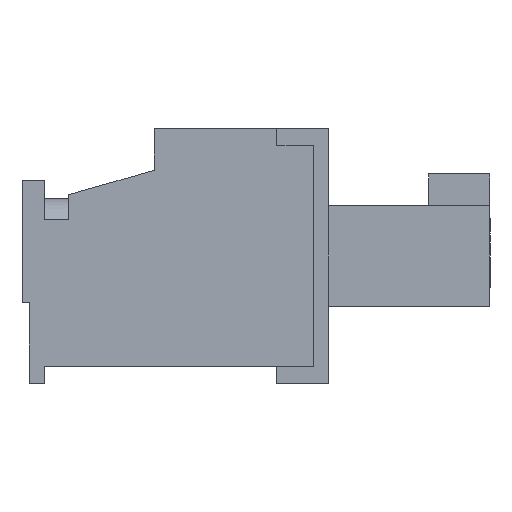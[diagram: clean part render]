
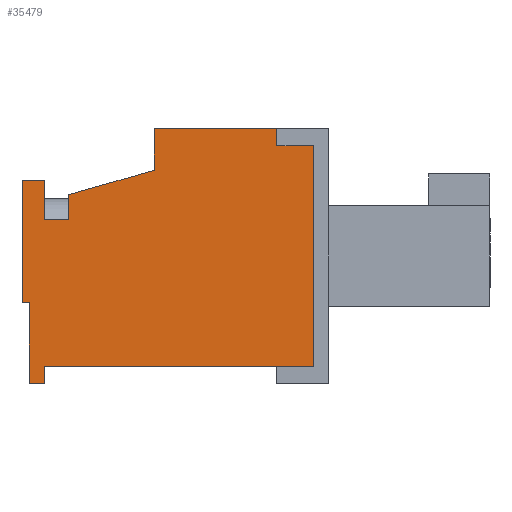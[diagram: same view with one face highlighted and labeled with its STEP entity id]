
A CAD part, left-side view. The second image highlights one B-rep face of the part: STEP entity #35479.
In plain terms, the highlighted planar face has unit normal (-1, 0, 0).
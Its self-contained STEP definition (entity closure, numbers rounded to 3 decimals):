
#68 = ORIENTED_EDGE ( 'NONE', *, *, #21762, .F. ) ;
#1108 = EDGE_CURVE ( 'NONE', #24202, #34173, #40304, .T. ) ;
#1505 = LINE ( 'NONE', #10394, #25993 ) ;
#1657 = EDGE_CURVE ( 'NONE', #35219, #40867, #2343, .T. ) ;
#1951 = CARTESIAN_POINT ( 'NONE',  ( -3.5, 5.2, 5.74 ) ) ;
#2089 = CARTESIAN_POINT ( 'NONE',  ( -3.5, -1.5, 5.76 ) ) ;
#2343 = LINE ( 'NONE', #34992, #26842 ) ;
#2976 = ORIENTED_EDGE ( 'NONE', *, *, #15675, .T. ) ;
#3323 = EDGE_LOOP ( 'NONE', ( #40340, #37434, #68, #32855, #27824, #3330, #8409, #26054, #18193, #7982, #3770, #30910, #27585, #32361, #2976, #22066 ) ) ;
#3330 = ORIENTED_EDGE ( 'NONE', *, *, #37483, .F. ) ;
#3692 = LINE ( 'NONE', #29773, #4687 ) ;
#3770 = ORIENTED_EDGE ( 'NONE', *, *, #11164, .F. ) ;
#4008 = CARTESIAN_POINT ( 'NONE',  ( -3.5, 4.5, -5.24 ) ) ;
#4348 = LINE ( 'NONE', #16519, #28831 ) ;
#4491 = CARTESIAN_POINT ( 'NONE',  ( -3.5, -3.5, 1.26 ) ) ;
#4687 = VECTOR ( 'NONE', #32947, 1000. ) ;
#6090 = LINE ( 'NONE', #39842, #38981 ) ;
#6282 = LINE ( 'NONE', #13398, #22257 ) ;
#6542 = VERTEX_POINT ( 'NONE', #2089 ) ;
#6993 = CARTESIAN_POINT ( 'NONE',  ( -3.5, 5.2, 6.36 ) ) ;
#7928 = VERTEX_POINT ( 'NONE', #31658 ) ;
#7982 = ORIENTED_EDGE ( 'NONE', *, *, #1108, .F. ) ;
#8017 = VECTOR ( 'NONE', #26630, 1000. ) ;
#8403 = EDGE_CURVE ( 'NONE', #40252, #6542, #18102, .T. ) ;
#8409 = ORIENTED_EDGE ( 'NONE', *, *, #22532, .T. ) ;
#8907 = CARTESIAN_POINT ( 'NONE',  ( -3.5, 1.9, 6.36 ) ) ;
#9064 = LINE ( 'NONE', #10632, #8017 ) ;
#9566 = DIRECTION ( 'NONE',  ( 0., 1., 0. ) ) ;
#9866 = CARTESIAN_POINT ( 'NONE',  ( -3.5, -5.2, -5.24 ) ) ;
#9886 = CARTESIAN_POINT ( 'NONE',  ( -3.5, -4.5, -3.74 ) ) ;
#10370 = VECTOR ( 'NONE', #13088, 1000. ) ;
#10394 = CARTESIAN_POINT ( 'NONE',  ( -3.5, 4.5, 6.66 ) ) ;
#10632 = CARTESIAN_POINT ( 'NONE',  ( -3.5, 0.946, 5.74 ) ) ;
#11164 = EDGE_CURVE ( 'NONE', #25065, #24202, #23768, .T. ) ;
#11359 = EDGE_CURVE ( 'NONE', #39178, #35219, #34737, .T. ) ;
#11377 = VERTEX_POINT ( 'NONE', #34717 ) ;
#11393 = LINE ( 'NONE', #9886, #10370 ) ;
#11769 = CARTESIAN_POINT ( 'NONE',  ( -3.5, 1.9, 6.66 ) ) ;
#12185 = VERTEX_POINT ( 'NONE', #16571 ) ;
#13088 = DIRECTION ( 'NONE',  ( 0., 0., -1. ) ) ;
#13352 = PLANE ( 'NONE',  #38449 ) ;
#13398 = CARTESIAN_POINT ( 'NONE',  ( -3.5, 5.2, 5.74 ) ) ;
#14219 = EDGE_CURVE ( 'NONE', #17184, #7928, #14689, .T. ) ;
#14689 = LINE ( 'NONE', #9866, #30602 ) ;
#14934 = VERTEX_POINT ( 'NONE', #4008 ) ;
#15045 = LINE ( 'NONE', #18466, #38427 ) ;
#15351 = EDGE_CURVE ( 'NONE', #11377, #14934, #1505, .T. ) ;
#15476 = DIRECTION ( 'NONE',  ( 0., -1., 0. ) ) ;
#15481 = FACE_OUTER_BOUND ( 'NONE', #3323, .T. ) ;
#15675 = EDGE_CURVE ( 'NONE', #12185, #39178, #15045, .T. ) ;
#15804 = CARTESIAN_POINT ( 'NONE',  ( -3.5, -3.5, 1.26 ) ) ;
#16153 = EDGE_CURVE ( 'NONE', #34173, #7928, #26936, .T. ) ;
#16519 = CARTESIAN_POINT ( 'NONE',  ( -3.5, -1.5, 5.76 ) ) ;
#16528 = DIRECTION ( 'NONE',  ( 0., 0., 1. ) ) ;
#16571 = CARTESIAN_POINT ( 'NONE',  ( -3.5, -3.1, 6.66 ) ) ;
#17184 = VERTEX_POINT ( 'NONE', #39597 ) ;
#17321 = VERTEX_POINT ( 'NONE', #37222 ) ;
#17537 = CARTESIAN_POINT ( 'NONE',  ( -3.5, -4.5, -3.74 ) ) ;
#18102 = LINE ( 'NONE', #24677, #34015 ) ;
#18193 = ORIENTED_EDGE ( 'NONE', *, *, #16153, .F. ) ;
#18466 = CARTESIAN_POINT ( 'NONE',  ( -3.5, -5.2, 6.66 ) ) ;
#18495 = VECTOR ( 'NONE', #36876, 1000. ) ;
#18623 = EDGE_CURVE ( 'NONE', #14934, #17321, #3692, .T. ) ;
#19440 = LINE ( 'NONE', #34526, #35348 ) ;
#19999 = DIRECTION ( 'NONE',  ( 0., 0., -1. ) ) ;
#21762 = EDGE_CURVE ( 'NONE', #11377, #27382, #9064, .T. ) ;
#22066 = ORIENTED_EDGE ( 'NONE', *, *, #11359, .T. ) ;
#22257 = VECTOR ( 'NONE', #38828, 1000. ) ;
#22532 = EDGE_CURVE ( 'NONE', #35070, #17184, #19440, .T. ) ;
#23323 = EDGE_CURVE ( 'NONE', #6542, #25065, #4348, .T. ) ;
#23381 = VECTOR ( 'NONE', #28480, 1000. ) ;
#23768 = LINE ( 'NONE', #33617, #33241 ) ;
#24202 = VERTEX_POINT ( 'NONE', #36489 ) ;
#24677 = CARTESIAN_POINT ( 'NONE',  ( -3.5, -3.1, 5.76 ) ) ;
#24698 = DIRECTION ( 'NONE',  ( 0., 1., 0. ) ) ;
#24967 = CARTESIAN_POINT ( 'NONE',  ( -3.5, 1.9, 6.661 ) ) ;
#25065 = VERTEX_POINT ( 'NONE', #29512 ) ;
#25966 = CARTESIAN_POINT ( 'NONE',  ( -3.5, 0., 0. ) ) ;
#25993 = VECTOR ( 'NONE', #19999, 1000. ) ;
#26054 = ORIENTED_EDGE ( 'NONE', *, *, #14219, .T. ) ;
#26630 = DIRECTION ( 'NONE',  ( 0., 1., 0. ) ) ;
#26842 = VECTOR ( 'NONE', #9566, 1000. ) ;
#26936 = LINE ( 'NONE', #27025, #18495 ) ;
#27025 = CARTESIAN_POINT ( 'NONE',  ( -3.5, -3.5, 1.26 ) ) ;
#27060 = DIRECTION ( 'NONE',  ( 0., 0., 1. ) ) ;
#27382 = VERTEX_POINT ( 'NONE', #1951 ) ;
#27585 = ORIENTED_EDGE ( 'NONE', *, *, #8403, .F. ) ;
#27824 = ORIENTED_EDGE ( 'NONE', *, *, #18623, .T. ) ;
#28480 = DIRECTION ( 'NONE',  ( 0., -0.275, -0.962 ) ) ;
#28831 = VECTOR ( 'NONE', #32353, 1000. ) ;
#29512 = CARTESIAN_POINT ( 'NONE',  ( -3.5, -1.5, 4.76 ) ) ;
#29773 = CARTESIAN_POINT ( 'NONE',  ( -3.5, 4.5, -5.24 ) ) ;
#30289 = EDGE_CURVE ( 'NONE', #27382, #40867, #6282, .T. ) ;
#30602 = VECTOR ( 'NONE', #35298, 1000. ) ;
#30720 = CARTESIAN_POINT ( 'NONE',  ( -3.5, -3.1, 5.76 ) ) ;
#30910 = ORIENTED_EDGE ( 'NONE', *, *, #23323, .F. ) ;
#31085 = DIRECTION ( 'NONE',  ( 0., 1., 0. ) ) ;
#31658 = CARTESIAN_POINT ( 'NONE',  ( -3.5, -5.2, 1.26 ) ) ;
#32353 = DIRECTION ( 'NONE',  ( 0., 0., -1. ) ) ;
#32361 = ORIENTED_EDGE ( 'NONE', *, *, #39065, .T. ) ;
#32727 = VECTOR ( 'NONE', #37796, 1000. ) ;
#32855 = ORIENTED_EDGE ( 'NONE', *, *, #15351, .T. ) ;
#32947 = DIRECTION ( 'NONE',  ( 0., -1., 0. ) ) ;
#33241 = VECTOR ( 'NONE', #36800, 1000. ) ;
#33617 = CARTESIAN_POINT ( 'NONE',  ( -3.5, -3.1, 4.76 ) ) ;
#34015 = VECTOR ( 'NONE', #31085, 1000. ) ;
#34173 = VERTEX_POINT ( 'NONE', #4491 ) ;
#34526 = CARTESIAN_POINT ( 'NONE',  ( -3.5, -4.5, -3.74 ) ) ;
#34717 = CARTESIAN_POINT ( 'NONE',  ( -3.5, 4.5, 5.74 ) ) ;
#34737 = LINE ( 'NONE', #24967, #32727 ) ;
#34992 = CARTESIAN_POINT ( 'NONE',  ( -3.5, 1.9, 6.36 ) ) ;
#35070 = VERTEX_POINT ( 'NONE', #17537 ) ;
#35219 = VERTEX_POINT ( 'NONE', #8907 ) ;
#35298 = DIRECTION ( 'NONE',  ( 0., 0., 1. ) ) ;
#35348 = VECTOR ( 'NONE', #15476, 1000. ) ;
#35479 = ADVANCED_FACE ( 'NONE', ( #15481 ), #13352, .T. ) ;
#35564 = DIRECTION ( 'NONE',  ( -1., 0., 0. ) ) ;
#36489 = CARTESIAN_POINT ( 'NONE',  ( -3.5, -2.5, 4.76 ) ) ;
#36800 = DIRECTION ( 'NONE',  ( 0., -1., 0. ) ) ;
#36876 = DIRECTION ( 'NONE',  ( 0., -1., 0. ) ) ;
#37222 = CARTESIAN_POINT ( 'NONE',  ( -3.5, -4.5, -5.24 ) ) ;
#37434 = ORIENTED_EDGE ( 'NONE', *, *, #30289, .F. ) ;
#37483 = EDGE_CURVE ( 'NONE', #35070, #17321, #11393, .T. ) ;
#37796 = DIRECTION ( 'NONE',  ( 0., 0., -1. ) ) ;
#38427 = VECTOR ( 'NONE', #24698, 1000. ) ;
#38449 = AXIS2_PLACEMENT_3D ( 'NONE', #25966, #35564, #16528 ) ;
#38828 = DIRECTION ( 'NONE',  ( 0., 0., 1. ) ) ;
#38981 = VECTOR ( 'NONE', #27060, 1000. ) ;
#39065 = EDGE_CURVE ( 'NONE', #40252, #12185, #6090, .T. ) ;
#39178 = VERTEX_POINT ( 'NONE', #11769 ) ;
#39597 = CARTESIAN_POINT ( 'NONE',  ( -3.5, -5.2, -3.74 ) ) ;
#39842 = CARTESIAN_POINT ( 'NONE',  ( -3.5, -3.1, 5.76 ) ) ;
#40252 = VERTEX_POINT ( 'NONE', #30720 ) ;
#40304 = LINE ( 'NONE', #15804, #23381 ) ;
#40340 = ORIENTED_EDGE ( 'NONE', *, *, #1657, .T. ) ;
#40867 = VERTEX_POINT ( 'NONE', #6993 ) ;
